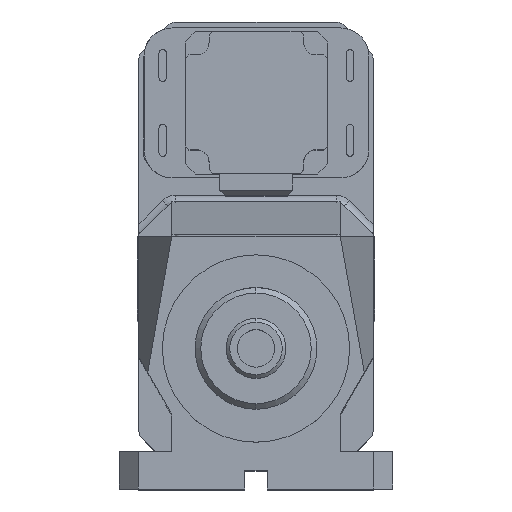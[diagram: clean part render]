
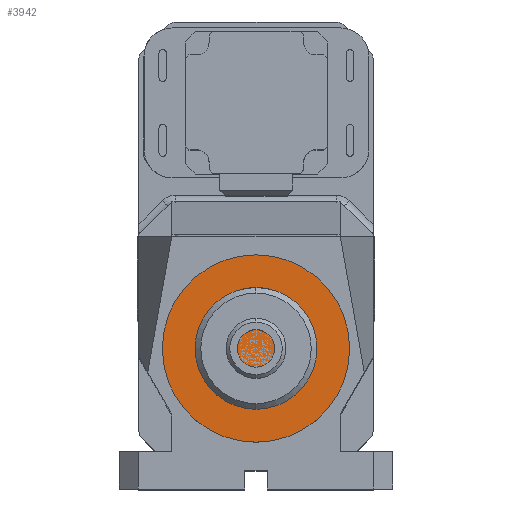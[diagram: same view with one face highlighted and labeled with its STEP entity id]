
A CAD part, top view. The second image highlights one B-rep face of the part: STEP entity #3942.
In plain terms, the highlighted planar face has unit normal (0, 0, 1).
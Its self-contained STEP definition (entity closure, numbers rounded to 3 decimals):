
#1137 = EDGE_CURVE ( 'NONE', #1138, #1139, #5375, .T. ) ;
#1138 = VERTEX_POINT ( 'NONE', #5370 ) ;
#1139 = VERTEX_POINT ( 'NONE', #5369 ) ;
#3942 = ADVANCED_FACE ( 'NONE', ( #8555 ), #8553, .T. ) ;
#3943 = EDGE_LOOP ( 'NONE', ( #3944, #3945 ) ) ;
#3944 = ORIENTED_EDGE ( 'NONE', *, *, #1137, .F. ) ;
#3945 = ORIENTED_EDGE ( 'NONE', *, *, #3946, .F. ) ;
#3946 = EDGE_CURVE ( 'NONE', #1139, #1138, #8612, .T. ) ;
#5369 = CARTESIAN_POINT ( 'NONE',  ( 50., 0., 367. ) ) ;
#5370 = CARTESIAN_POINT ( 'NONE',  ( -50., 0., 367. ) ) ;
#5371 = DIRECTION ( 'NONE',  ( -1., 0., 0. ) ) ;
#5372 = DIRECTION ( 'NONE',  ( 0., 0., -1. ) ) ;
#5373 = CARTESIAN_POINT ( 'NONE',  ( 0., 0., 367. ) ) ;
#5374 = AXIS2_PLACEMENT_3D ( 'NONE', #5373, #5372, #5371 ) ;
#5375 = CIRCLE ( 'NONE', #5374, 50. ) ;
#8549 = DIRECTION ( 'NONE',  ( 1., 0., 0. ) ) ;
#8550 = DIRECTION ( 'NONE',  ( 0., 0., 1. ) ) ;
#8551 = CARTESIAN_POINT ( 'NONE',  ( 0., 0., 367. ) ) ;
#8552 = AXIS2_PLACEMENT_3D ( 'NONE', #8551, #8550, #8549 ) ;
#8553 = PLANE ( 'NONE',  #8552 ) ;
#8554 = CARTESIAN_POINT ( 'NONE',  ( 0., 0., 367. ) ) ;
#8555 = FACE_OUTER_BOUND ( 'NONE', #3943, .T. ) ;
#8609 = DIRECTION ( 'NONE',  ( -1., 0., 0. ) ) ;
#8610 = DIRECTION ( 'NONE',  ( 0., 0., -1. ) ) ;
#8611 = AXIS2_PLACEMENT_3D ( 'NONE', #8554, #8610, #8609 ) ;
#8612 = CIRCLE ( 'NONE', #8611, 50. ) ;
